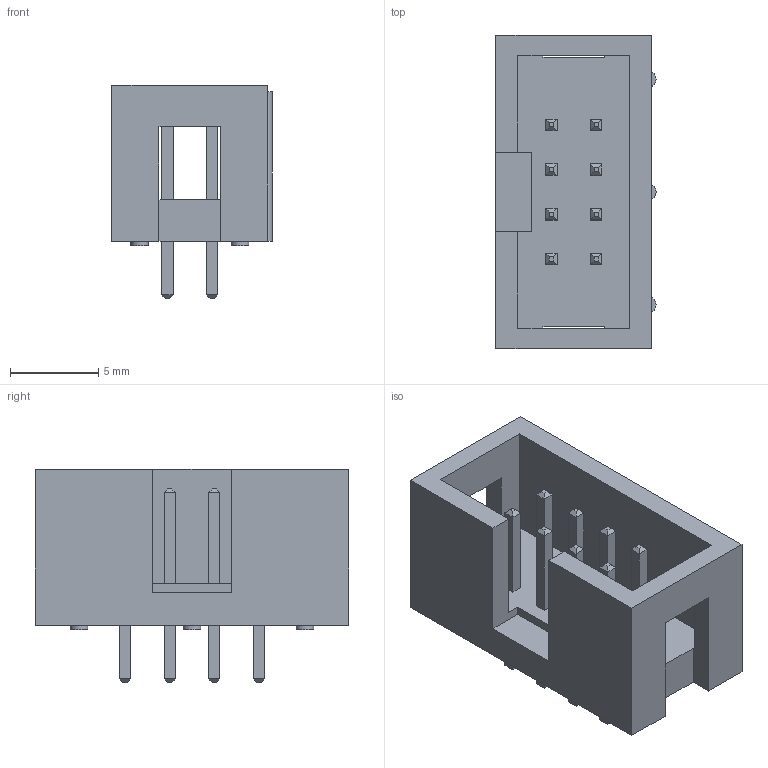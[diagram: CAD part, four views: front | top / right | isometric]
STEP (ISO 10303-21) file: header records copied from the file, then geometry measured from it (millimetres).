
FILE_DESCRIPTION(/* description */ ('model of IDC-Header_2x04_P2.54mm_Vertical'),/* implementation_level */ '2;1');
FILE_NAME(/* name */ 'IDC-Header_2x04_P2.54mm_Vertical.step',/* time_stamp */ '2017-12-08T15:29:04',/* author */ ('kicad StepUp','ksu'),/* organization */ ('OCC'),/* preprocessor_version */ '',/* originating_system */ 'kicad StepUp',/* authorisation */ '');
FILE_SCHEMA(('AUTOMOTIVE_DESIGN { 1 0 10303 214 1 1 1 1 }'));
Length unit declared in the file: millimetre
Products named in the file (1): IDC_Header_2x04_P254mm_Vertical
Bounding box: 9.1 x 17.82 x 12.1 mm (x, y, z)
Volume: 693.4 mm3; surface area: 1184.5 mm2
Topology: 1 solids, 1 shells, 186 faces, 440 edges, 274 vertices
Faces by surface type: plane 177, cylinder 9
Full cylindrical faces by diameter (mm): 1 x6
Entity records: 3675 total; most frequent: ORIENTED_EDGE 736, CARTESIAN_POINT 651, EDGE_CURVE 440, LINE 374, VERTEX_POINT 274, FACE_BOUND 208, EDGE_LOOP 208, ADVANCED_FACE 186
